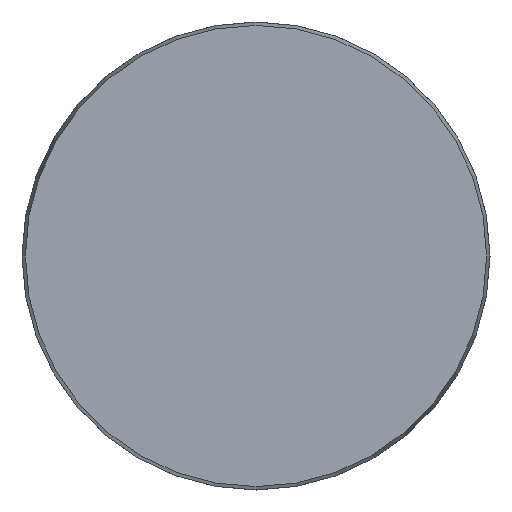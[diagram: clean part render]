
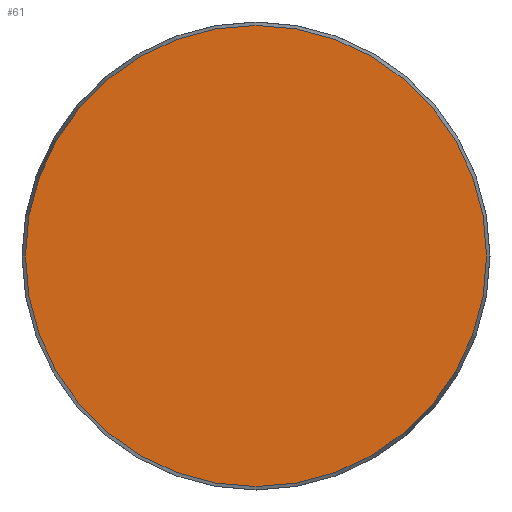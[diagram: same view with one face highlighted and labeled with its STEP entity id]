
A CAD part, front view. The second image highlights one B-rep face of the part: STEP entity #61.
In plain terms, the highlighted planar face has unit normal (0, -1, 0).
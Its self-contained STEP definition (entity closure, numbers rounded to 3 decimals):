
#61 = ADVANCED_FACE ( 'NONE', ( #363 ), #435, .F. ) ;
#89 = DIRECTION ( 'NONE',  ( 0., -1., 0. ) ) ;
#141 = AXIS2_PLACEMENT_3D ( 'NONE', #248, #156, #361 ) ;
#142 = CIRCLE ( 'NONE', #214, 38.425 ) ;
#156 = DIRECTION ( 'NONE',  ( 0., 1., 0. ) ) ;
#193 = EDGE_CURVE ( 'NONE', #422, #422, #142, .T. ) ;
#214 = AXIS2_PLACEMENT_3D ( 'NONE', #370, #89, #254 ) ;
#224 = ORIENTED_EDGE ( 'NONE', *, *, #193, .T. ) ;
#248 = CARTESIAN_POINT ( 'NONE',  ( -38.425, 0., 0. ) ) ;
#254 = DIRECTION ( 'NONE',  ( 0., 0., -1. ) ) ;
#263 = EDGE_LOOP ( 'NONE', ( #224 ) ) ;
#361 = DIRECTION ( 'NONE',  ( 0., 0., 1. ) ) ;
#363 = FACE_OUTER_BOUND ( 'NONE', #263, .T. ) ;
#370 = CARTESIAN_POINT ( 'NONE',  ( 0., 0., 0. ) ) ;
#394 = CARTESIAN_POINT ( 'NONE',  ( 0., 0., -38.425 ) ) ;
#422 = VERTEX_POINT ( 'NONE', #394 ) ;
#435 = PLANE ( 'NONE',  #141 ) ;
